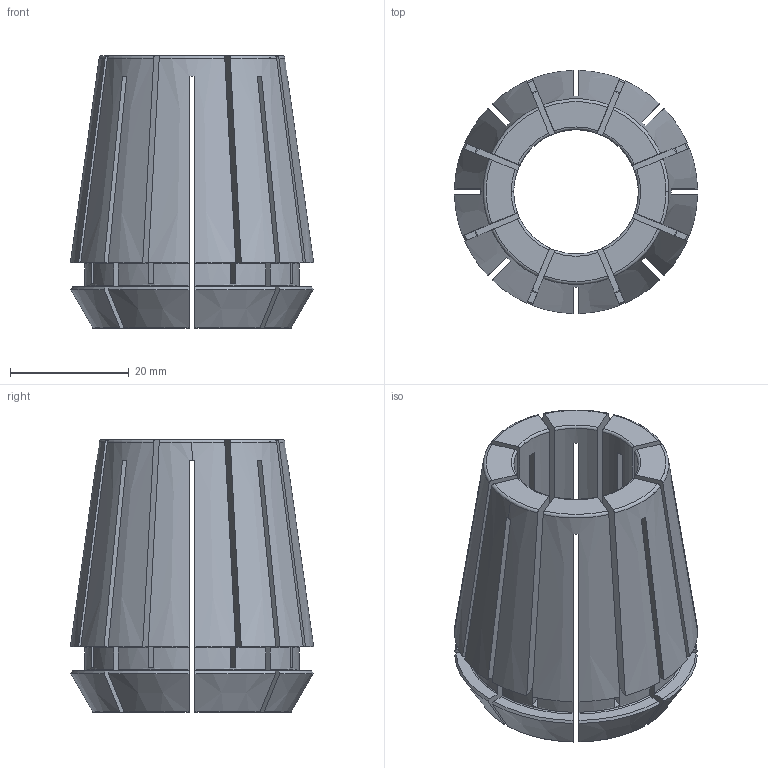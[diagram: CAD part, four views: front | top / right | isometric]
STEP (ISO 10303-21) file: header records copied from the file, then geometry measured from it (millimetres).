
FILE_DESCRIPTION(/* description */ ('Alibre Inc.'),/* implementation_level */ '2;1');
FILE_NAME(/* name */ 'export-CE4967D7-B178-4EB1-9BB3-0458360DD1D8',/* time_stamp */ '2022-02-09T18:14:31+01:00',/* author */ (''),/* organization */ (''),/* preprocessor_version */ 'ST-DEVELOPER v17',/* originating_system */ 'Alibre',/* authorisation */ '');
FILE_SCHEMA (('AUTOMOTIVE_DESIGN'));
Length unit declared in the file: millimetre
Products named in the file (1): NOCUT
Bounding box: 40.99 x 40.99 x 46 mm (x, y, z)
Volume: 26910.1 mm3; surface area: 18513.4 mm2
Topology: 1 solids, 1 shells, 180 faces, 540 edges, 360 vertices
Faces by surface type: plane 88, torus 58, cone 25, cylinder 9
Full cylindrical faces by diameter (mm): 21 x1
Entity records: 7507 total; most frequent: CARTESIAN_POINT 2952, ORIENTED_EDGE 1080, DIRECTION 780, EDGE_CURVE 540, AXIS2_PLACEMENT_3D 366, VERTEX_POINT 360, VECTOR 194, LINE 194
